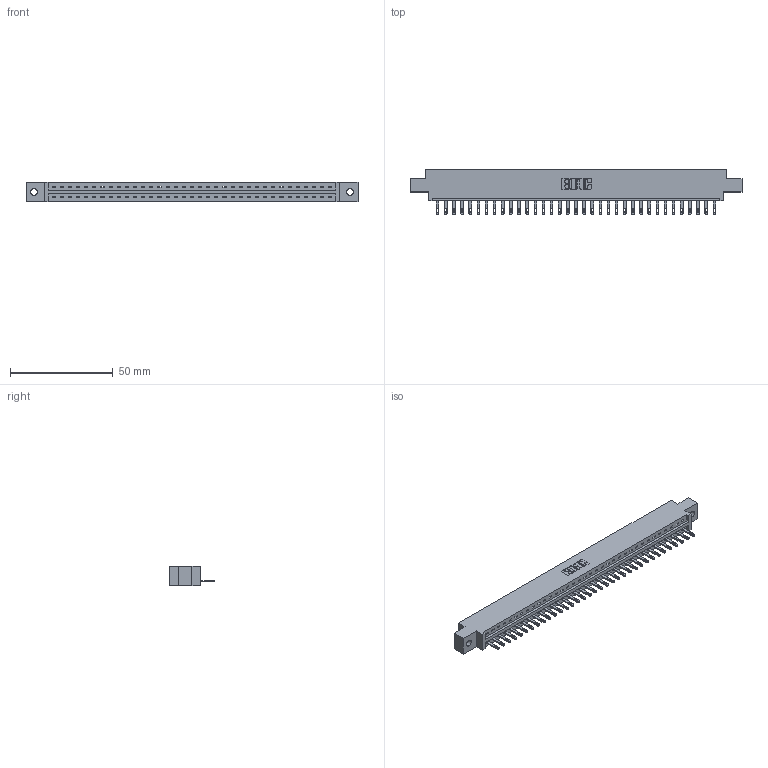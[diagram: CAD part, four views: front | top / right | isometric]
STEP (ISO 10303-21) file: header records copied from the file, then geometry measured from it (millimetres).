
FILE_DESCRIPTION (( 'STEP AP203' ), '1' );
FILE_NAME ('337-035-500-602.STEP', '2018-08-07T19:47:09', ( '' ), ( '' ), 'SwSTEP 2.0', 'SolidWorks 2016', '' );
FILE_SCHEMA (( 'CONFIG_CONTROL_DESIGN' ));
Length unit declared in the file: inch
Products named in the file (3): 345-292-001_345-293-100; 337-035-500-602; 337 Part_0.170 Offset - 0.128 Dia
Assembly tree (36 placements, depth 2):
  337-035-500-602
    337 Part_0.170 Offset - 0.128 Dia
    345-292-001_345-293-100  x35
Bounding box: 161.7 x 21.85 x 9.4 mm (x, y, z)
Volume: 16585.5 mm3; surface area: 17008.1 mm2
Topology: 36 solids, 36 shells, 2148 faces, 6623 edges, 4414 vertices
Faces by surface type: plane 1474, cylinder 674
Entity records: 26987 total; most frequent: CARTESIAN_POINT 4707, ORIENTED_EDGE 4678, DIRECTION 3977, EDGE_CURVE 2339, LINE 2207, VECTOR 2207, VERTEX_POINT 1558, AXIS2_PLACEMENT_3D 885
